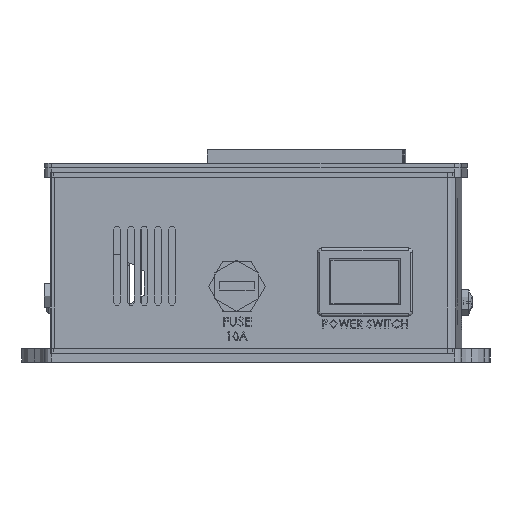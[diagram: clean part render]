
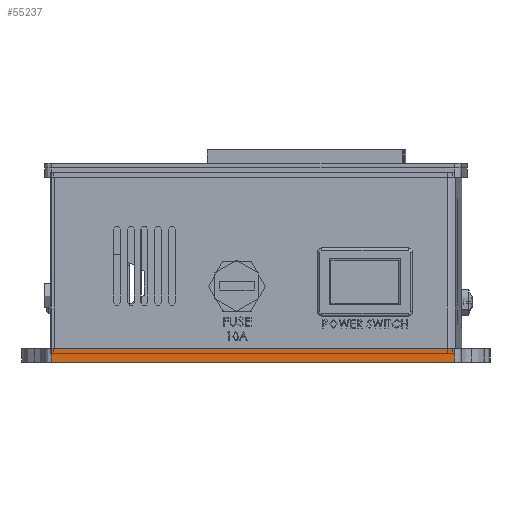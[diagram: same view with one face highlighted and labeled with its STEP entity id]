
A CAD part, left-side view. The second image highlights one B-rep face of the part: STEP entity #55237.
In plain terms, the highlighted face is planar.
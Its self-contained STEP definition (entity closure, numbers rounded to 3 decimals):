
#1477 = CARTESIAN_POINT ( 'NONE',  ( 519.422, 3., 209.25 ) ) ;
#8219 = DIRECTION ( 'NONE',  ( 0., 1., 0. ) ) ;
#9291 = CARTESIAN_POINT ( 'NONE',  ( 609.322, 3., 209.25 ) ) ;
#10402 = DIRECTION ( 'NONE',  ( 0., 0., 1. ) ) ;
#12324 = VECTOR ( 'NONE', #227527, 1000. ) ;
#25507 = ORIENTED_EDGE ( 'NONE', *, *, #64852, .F. ) ;
#34182 = DIRECTION ( 'NONE',  ( 1., 0., 0. ) ) ;
#36825 = FACE_OUTER_BOUND ( 'NONE', #192757, .T. ) ;
#45465 = VECTOR ( 'NONE', #259169, 1000. ) ;
#47007 = ORIENTED_EDGE ( 'NONE', *, *, #119805, .F. ) ;
#55134 = VECTOR ( 'NONE', #148575, 1000. ) ;
#55237 = ADVANCED_FACE ( 'NONE', ( #36825 ), #269121, .F. ) ;
#56476 = CARTESIAN_POINT ( 'NONE',  ( 0., 0., 209.25 ) ) ;
#64852 = EDGE_CURVE ( 'NONE', #198395, #132138, #206498, .T. ) ;
#73735 = LINE ( 'NONE', #56476, #55134 ) ;
#78910 = ORIENTED_EDGE ( 'NONE', *, *, #171048, .F. ) ;
#80593 = VECTOR ( 'NONE', #8219, 1000. ) ;
#98868 = ORIENTED_EDGE ( 'NONE', *, *, #232893, .T. ) ;
#108394 = LINE ( 'NONE', #1477, #45465 ) ;
#111439 = CARTESIAN_POINT ( 'NONE',  ( 520.922, 3., 209.25 ) ) ;
#119805 = EDGE_CURVE ( 'NONE', #206728, #246778, #167997, .T. ) ;
#132138 = VERTEX_POINT ( 'NONE', #9291 ) ;
#148575 = DIRECTION ( 'NONE',  ( -1., 0., 0. ) ) ;
#167196 = CARTESIAN_POINT ( 'NONE',  ( 609.322, 0., 209.25 ) ) ;
#167997 = LINE ( 'NONE', #111439, #12324 ) ;
#171048 = EDGE_CURVE ( 'NONE', #132138, #206728, #108394, .T. ) ;
#192757 = EDGE_LOOP ( 'NONE', ( #47007, #78910, #25507, #98868 ) ) ;
#195287 = CARTESIAN_POINT ( 'NONE',  ( 520.922, 0., 209.25 ) ) ;
#196760 = CARTESIAN_POINT ( 'NONE',  ( 519.422, 3., 209.25 ) ) ;
#198395 = VERTEX_POINT ( 'NONE', #167196 ) ;
#206498 = LINE ( 'NONE', #288686, #80593 ) ;
#206728 = VERTEX_POINT ( 'NONE', #245098 ) ;
#227527 = DIRECTION ( 'NONE',  ( 0., -1., 0. ) ) ;
#232893 = EDGE_CURVE ( 'NONE', #198395, #246778, #73735, .T. ) ;
#245098 = CARTESIAN_POINT ( 'NONE',  ( 520.922, 3., 209.25 ) ) ;
#246778 = VERTEX_POINT ( 'NONE', #195287 ) ;
#251394 = AXIS2_PLACEMENT_3D ( 'NONE', #196760, #10402, #34182 ) ;
#259169 = DIRECTION ( 'NONE',  ( -1., 0., 0. ) ) ;
#269121 = PLANE ( 'NONE',  #251394 ) ;
#288686 = CARTESIAN_POINT ( 'NONE',  ( 609.322, 3., 209.25 ) ) ;
